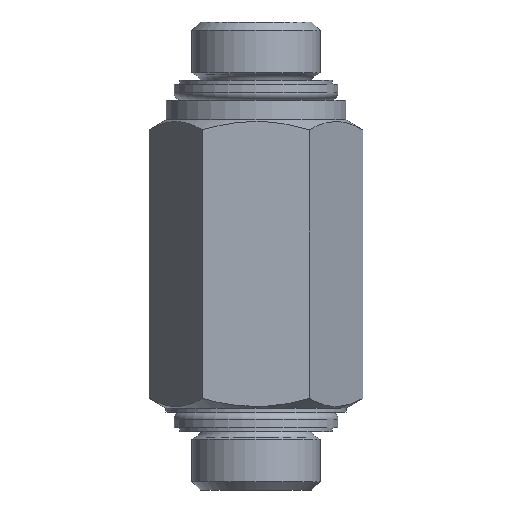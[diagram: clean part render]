
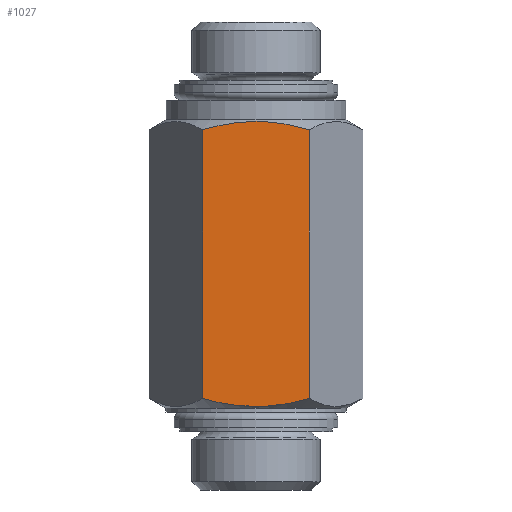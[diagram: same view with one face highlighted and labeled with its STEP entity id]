
A CAD part, left-side view. The second image highlights one B-rep face of the part: STEP entity #1027.
In plain terms, the highlighted planar face has unit normal (-1, 0, 0).
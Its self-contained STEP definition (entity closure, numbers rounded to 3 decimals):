
#20=LINE('',#1462,#44);
#21=LINE('',#1472,#45);
#44=VECTOR('',#1225,1000.);
#45=VECTOR('',#1226,1000.);
#75=PLANE('',#1102);
#101=B_SPLINE_CURVE_WITH_KNOTS('',3,(#1401,#1402,#1403,#1404,#1405,#1406,
#1407),.UNSPECIFIED.,.F.,.F.,(4,1,1,1,4),(0.012,0.015,
0.018,0.02,0.023),.UNSPECIFIED.);
#105=B_SPLINE_CURVE_WITH_KNOTS('',3,(#1464,#1465,#1466,#1467,#1468,#1469,
#1470),.UNSPECIFIED.,.F.,.F.,(4,1,1,1,4),(0.012,0.015,
0.018,0.02,0.023),.UNSPECIFIED.);
#159=ORIENTED_EDGE('',*,*,#296,.T.);
#160=ORIENTED_EDGE('',*,*,#311,.F.);
#161=ORIENTED_EDGE('',*,*,#312,.T.);
#162=ORIENTED_EDGE('',*,*,#313,.T.);
#296=EDGE_CURVE('',#377,#376,#101,.T.);
#311=EDGE_CURVE('',#391,#376,#20,.T.);
#312=EDGE_CURVE('',#391,#392,#105,.T.);
#313=EDGE_CURVE('',#392,#377,#21,.T.);
#376=VERTEX_POINT('',#1400);
#377=VERTEX_POINT('',#1408);
#391=VERTEX_POINT('',#1463);
#392=VERTEX_POINT('',#1471);
#489=EDGE_LOOP('',(#159,#160,#161,#162));
#575=FACE_BOUND('',#489,.T.);
#1027=ADVANCED_FACE('',(#575),#75,.T.);
#1102=AXIS2_PLACEMENT_3D('',#1461,#1223,#1224);
#1223=DIRECTION('',(-1.,0.,0.));
#1224=DIRECTION('',(0.,0.,1.));
#1225=DIRECTION('',(0.,0.,1.));
#1226=DIRECTION('',(0.,0.,1.));
#1400=CARTESIAN_POINT('',(-9.5,5.485,-1.051));
#1401=CARTESIAN_POINT('',(-9.5,-5.485,-1.051));
#1402=CARTESIAN_POINT('',(-9.5,-4.592,-0.793));
#1403=CARTESIAN_POINT('',(-9.5,-2.793,-0.366));
#1404=CARTESIAN_POINT('',(-9.5,-0.002,-0.12));
#1405=CARTESIAN_POINT('',(-9.5,2.795,-0.366));
#1406=CARTESIAN_POINT('',(-9.5,4.592,-0.793));
#1407=CARTESIAN_POINT('',(-9.5,5.485,-1.051));
#1408=CARTESIAN_POINT('',(-9.5,-5.485,-1.051));
#1461=CARTESIAN_POINT('',(-9.5,5.485,-32.));
#1462=CARTESIAN_POINT('',(-9.5,5.485,-32.));
#1463=CARTESIAN_POINT('',(-9.5,5.485,-28.607));
#1464=CARTESIAN_POINT('',(-9.5,5.485,-28.607));
#1465=CARTESIAN_POINT('',(-9.5,4.592,-28.865));
#1466=CARTESIAN_POINT('',(-9.5,2.793,-29.292));
#1467=CARTESIAN_POINT('',(-9.5,0.002,-29.538));
#1468=CARTESIAN_POINT('',(-9.5,-2.795,-29.292));
#1469=CARTESIAN_POINT('',(-9.5,-4.592,-28.865));
#1470=CARTESIAN_POINT('',(-9.5,-5.485,-28.607));
#1471=CARTESIAN_POINT('',(-9.5,-5.485,-28.607));
#1472=CARTESIAN_POINT('',(-9.5,-5.485,-32.));
